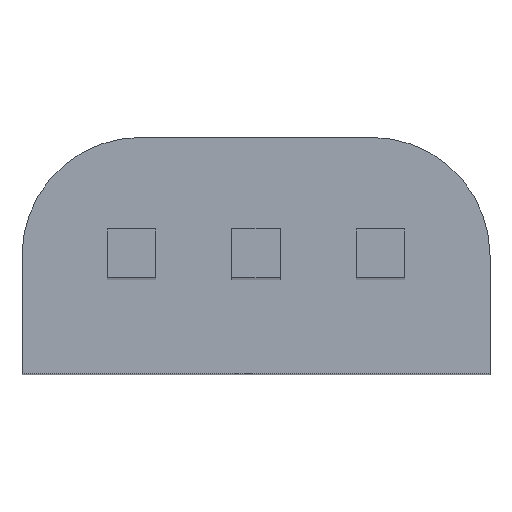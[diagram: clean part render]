
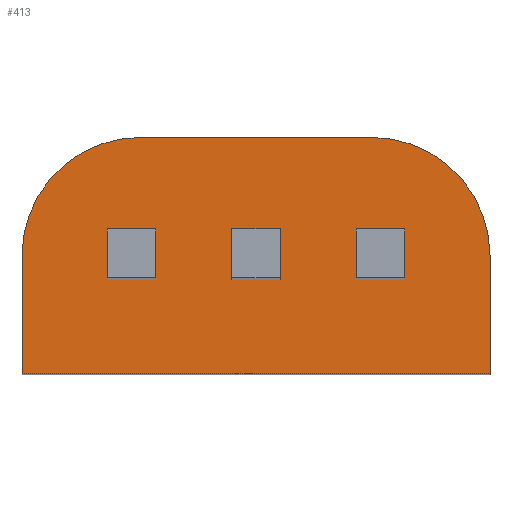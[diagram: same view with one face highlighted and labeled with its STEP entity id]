
A CAD part, top view. The second image highlights one B-rep face of the part: STEP entity #413.
In plain terms, the highlighted planar face has unit normal (0, 0, 1).
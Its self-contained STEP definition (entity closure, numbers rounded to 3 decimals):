
#15=FACE_BOUND('',#69,.T.);
#16=FACE_BOUND('',#70,.T.);
#17=FACE_BOUND('',#71,.T.);
#19=CIRCLE('',#449,1.205);
#21=CIRCLE('',#453,1.205);
#45=FACE_OUTER_BOUND('',#68,.T.);
#68=EDGE_LOOP('',(#347,#348,#349,#350,#351,#352));
#69=EDGE_LOOP('',(#353,#354,#355,#356));
#70=EDGE_LOOP('',(#357,#358,#359,#360));
#71=EDGE_LOOP('',(#361,#362,#363,#364));
#73=LINE('',#566,#123);
#77=LINE('',#574,#127);
#80=LINE('',#580,#130);
#83=LINE('',#585,#133);
#85=LINE('',#591,#135);
#89=LINE('',#599,#139);
#92=LINE('',#605,#142);
#95=LINE('',#610,#145);
#97=LINE('',#616,#147);
#101=LINE('',#624,#151);
#104=LINE('',#630,#154);
#107=LINE('',#635,#157);
#111=LINE('',#645,#161);
#114=LINE('',#651,#164);
#117=LINE('',#657,#167);
#121=LINE('',#669,#171);
#123=VECTOR('',#460,10.);
#127=VECTOR('',#466,10.);
#130=VECTOR('',#471,10.);
#133=VECTOR('',#476,10.);
#135=VECTOR('',#482,10.);
#139=VECTOR('',#488,10.);
#142=VECTOR('',#493,10.);
#145=VECTOR('',#498,10.);
#147=VECTOR('',#504,10.);
#151=VECTOR('',#510,10.);
#154=VECTOR('',#515,10.);
#157=VECTOR('',#520,10.);
#161=VECTOR('',#528,10.);
#164=VECTOR('',#533,10.);
#167=VECTOR('',#538,10.);
#171=VECTOR('',#550,10.);
#173=VERTEX_POINT('',#564);
#174=VERTEX_POINT('',#565);
#177=VERTEX_POINT('',#573);
#179=VERTEX_POINT('',#579);
#181=VERTEX_POINT('',#589);
#182=VERTEX_POINT('',#590);
#185=VERTEX_POINT('',#598);
#187=VERTEX_POINT('',#604);
#189=VERTEX_POINT('',#614);
#190=VERTEX_POINT('',#615);
#193=VERTEX_POINT('',#623);
#195=VERTEX_POINT('',#629);
#199=VERTEX_POINT('',#642);
#200=VERTEX_POINT('',#644);
#202=VERTEX_POINT('',#650);
#204=VERTEX_POINT('',#656);
#206=VERTEX_POINT('',#662);
#208=VERTEX_POINT('',#668);
#209=EDGE_CURVE('',#173,#174,#73,.T.);
#213=EDGE_CURVE('',#174,#177,#77,.T.);
#216=EDGE_CURVE('',#177,#179,#80,.T.);
#219=EDGE_CURVE('',#179,#173,#83,.T.);
#221=EDGE_CURVE('',#181,#182,#85,.T.);
#225=EDGE_CURVE('',#182,#185,#89,.T.);
#228=EDGE_CURVE('',#185,#187,#92,.T.);
#231=EDGE_CURVE('',#187,#181,#95,.T.);
#233=EDGE_CURVE('',#189,#190,#97,.T.);
#237=EDGE_CURVE('',#190,#193,#101,.T.);
#240=EDGE_CURVE('',#193,#195,#104,.T.);
#243=EDGE_CURVE('',#195,#189,#107,.T.);
#247=EDGE_CURVE('',#200,#199,#111,.T.);
#250=EDGE_CURVE('',#202,#200,#114,.T.);
#253=EDGE_CURVE('',#204,#202,#117,.T.);
#256=EDGE_CURVE('',#206,#204,#19,.T.);
#259=EDGE_CURVE('',#208,#206,#121,.T.);
#262=EDGE_CURVE('',#199,#208,#21,.T.);
#347=ORIENTED_EDGE('',*,*,#262,.T.);
#348=ORIENTED_EDGE('',*,*,#259,.T.);
#349=ORIENTED_EDGE('',*,*,#256,.T.);
#350=ORIENTED_EDGE('',*,*,#253,.T.);
#351=ORIENTED_EDGE('',*,*,#250,.T.);
#352=ORIENTED_EDGE('',*,*,#247,.T.);
#353=ORIENTED_EDGE('',*,*,#209,.T.);
#354=ORIENTED_EDGE('',*,*,#213,.T.);
#355=ORIENTED_EDGE('',*,*,#216,.T.);
#356=ORIENTED_EDGE('',*,*,#219,.T.);
#357=ORIENTED_EDGE('',*,*,#221,.T.);
#358=ORIENTED_EDGE('',*,*,#225,.T.);
#359=ORIENTED_EDGE('',*,*,#228,.T.);
#360=ORIENTED_EDGE('',*,*,#231,.T.);
#361=ORIENTED_EDGE('',*,*,#233,.T.);
#362=ORIENTED_EDGE('',*,*,#237,.T.);
#363=ORIENTED_EDGE('',*,*,#240,.T.);
#364=ORIENTED_EDGE('',*,*,#243,.T.);
#390=PLANE('',#454);
#413=ADVANCED_FACE('',(#45,#15,#16,#17),#390,.T.);
#449=AXIS2_PLACEMENT_3D('',#663,#544,#545);
#453=AXIS2_PLACEMENT_3D('',#673,#556,#557);
#454=AXIS2_PLACEMENT_3D('',#674,#558,#559);
#460=DIRECTION('',(0.,1.,0.));
#466=DIRECTION('',(1.,0.,0.));
#471=DIRECTION('',(0.,-1.,0.));
#476=DIRECTION('',(-1.,0.,0.));
#482=DIRECTION('',(0.,1.,0.));
#488=DIRECTION('',(1.,0.,0.));
#493=DIRECTION('',(0.,-1.,0.));
#498=DIRECTION('',(-1.,0.,0.));
#504=DIRECTION('',(0.,1.,0.));
#510=DIRECTION('',(1.,0.,0.));
#515=DIRECTION('',(0.,-1.,0.));
#520=DIRECTION('',(-1.,0.,0.));
#528=DIRECTION('',(0.,1.,0.));
#533=DIRECTION('',(1.,0.,0.));
#538=DIRECTION('',(0.,-1.,0.));
#544=DIRECTION('center_axis',(0.,0.,1.));
#545=DIRECTION('ref_axis',(0.,1.,0.));
#550=DIRECTION('',(-1.,0.,0.));
#556=DIRECTION('center_axis',(0.,0.,1.));
#557=DIRECTION('ref_axis',(1.,0.,0.));
#558=DIRECTION('center_axis',(0.,0.,1.));
#559=DIRECTION('ref_axis',(1.,0.,0.));
#564=CARTESIAN_POINT('',(3.408,0.958,4.01));
#565=CARTESIAN_POINT('',(3.408,1.453,4.01));
#566=CARTESIAN_POINT('',(3.408,1.329,4.01));
#573=CARTESIAN_POINT('',(3.903,1.453,4.01));
#574=CARTESIAN_POINT('',(3.144,1.453,4.01));
#579=CARTESIAN_POINT('',(3.903,0.958,4.01));
#580=CARTESIAN_POINT('',(3.903,1.081,4.01));
#585=CARTESIAN_POINT('',(2.896,0.958,4.01));
#589=CARTESIAN_POINT('',(2.138,0.958,4.01));
#590=CARTESIAN_POINT('',(2.138,1.453,4.01));
#591=CARTESIAN_POINT('',(2.138,1.329,4.01));
#598=CARTESIAN_POINT('',(2.633,1.453,4.01));
#599=CARTESIAN_POINT('',(2.509,1.453,4.01));
#604=CARTESIAN_POINT('',(2.633,0.958,4.01));
#605=CARTESIAN_POINT('',(2.633,1.081,4.01));
#610=CARTESIAN_POINT('',(2.261,0.958,4.01));
#614=CARTESIAN_POINT('',(0.868,0.958,4.01));
#615=CARTESIAN_POINT('',(0.868,1.453,4.01));
#616=CARTESIAN_POINT('',(0.867,1.329,4.01));
#623=CARTESIAN_POINT('',(1.363,1.453,4.01));
#624=CARTESIAN_POINT('',(1.874,1.453,4.01));
#629=CARTESIAN_POINT('',(1.363,0.958,4.01));
#630=CARTESIAN_POINT('',(1.363,1.081,4.01));
#635=CARTESIAN_POINT('',(1.626,0.958,4.01));
#642=CARTESIAN_POINT('',(4.77,1.205,4.01));
#644=CARTESIAN_POINT('',(4.77,0.,4.01));
#645=CARTESIAN_POINT('',(4.77,0.,4.01));
#650=CARTESIAN_POINT('',(0.,0.,4.01));
#651=CARTESIAN_POINT('',(0.,0.,4.01));
#656=CARTESIAN_POINT('',(0.,1.205,4.01));
#657=CARTESIAN_POINT('',(0.,1.205,4.01));
#662=CARTESIAN_POINT('',(1.205,2.41,4.01));
#663=CARTESIAN_POINT('Origin',(1.205,1.205,4.01));
#668=CARTESIAN_POINT('',(3.565,2.41,4.01));
#669=CARTESIAN_POINT('',(3.565,2.41,4.01));
#673=CARTESIAN_POINT('Origin',(3.565,1.205,4.01));
#674=CARTESIAN_POINT('Origin',(2.385,1.205,4.01));
